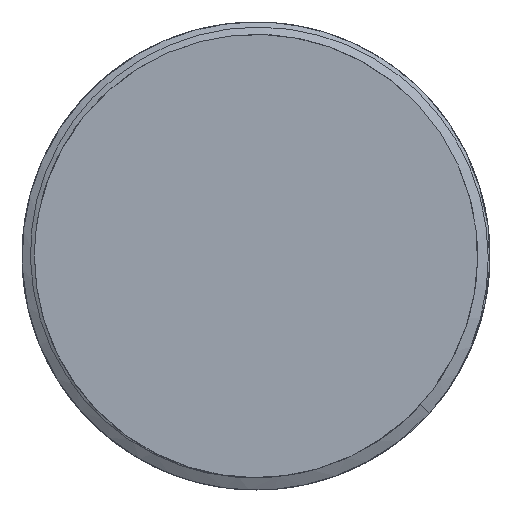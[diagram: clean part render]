
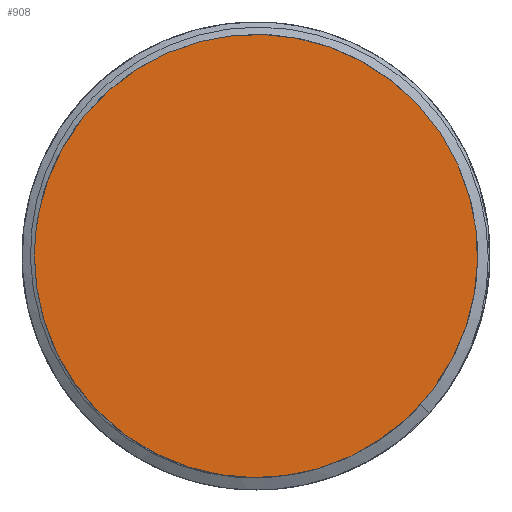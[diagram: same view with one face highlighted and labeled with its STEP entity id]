
A CAD part, left-side view. The second image highlights one B-rep face of the part: STEP entity #908.
In plain terms, the highlighted free-form (B-spline) face has degree [1, 1] with [2, 2] control points.
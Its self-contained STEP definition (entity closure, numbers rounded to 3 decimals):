
#887=CARTESIAN_POINT('',(0.,-41.7,41.7));
#888=CARTESIAN_POINT('',(0.,-41.7,-41.7));
#889=CARTESIAN_POINT('',(0.,41.7,41.7));
#890=CARTESIAN_POINT('',(0.,41.7,-41.7));
#891=B_SPLINE_SURFACE_WITH_KNOTS('',1,1,((#887,#888),(#889,#890)),.PLANE_SURF.,.F.,.F.,.U.,(2,2),(2,2),(-1.,2.),(-1.,2.),.UNSPECIFIED.);
#892=CARTESIAN_POINT('',(0.,13.9,0.));
#893=VERTEX_POINT('',#892);
#894=CARTESIAN_POINT('',(0.,13.9,0.));
#895=CARTESIAN_POINT('',(0.,13.9,-13.9));
#896=CARTESIAN_POINT('',(0.,0.,-13.9));
#897=CARTESIAN_POINT('',(0.,-13.9,-13.9));
#898=CARTESIAN_POINT('',(0.,-13.9,0.));
#899=CARTESIAN_POINT('',(0.,-13.9,13.9));
#900=CARTESIAN_POINT('',(0.,0.,13.9));
#901=CARTESIAN_POINT('',(0.,13.9,13.9));
#902=CARTESIAN_POINT('',(0.,13.9,0.));
#903=(BOUNDED_CURVE()B_SPLINE_CURVE(2,(#894,#895,#896,#897,#898,#899,#900,#901,#902),.CIRCULAR_ARC.,.T.,.U.)B_SPLINE_CURVE_WITH_KNOTS((3,2,2,2,3),(0.,0.25,0.5,0.75,1.),.UNSPECIFIED.)CURVE()GEOMETRIC_REPRESENTATION_ITEM()RATIONAL_B_SPLINE_CURVE((1.,0.707,1.,0.707,1.,0.707,1.,0.707,1.))REPRESENTATION_ITEM(''));
#904=EDGE_CURVE('',#893,#893,#903,.T.);
#905=ORIENTED_EDGE('',*,*,#904,.T.);
#906=EDGE_LOOP('',(#905));
#907=FACE_OUTER_BOUND('',#906,.T.);
#908=ADVANCED_FACE('',(#907),#891,.T.);
